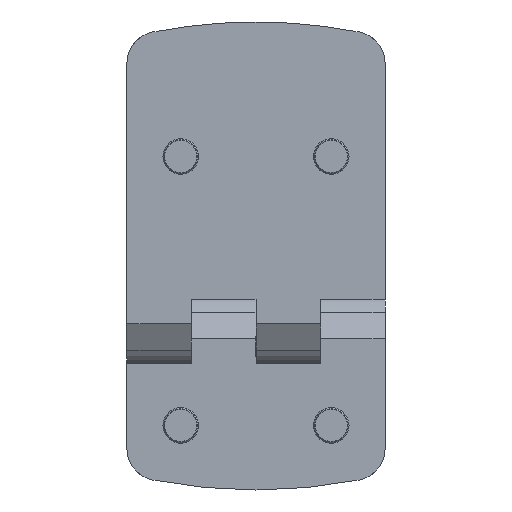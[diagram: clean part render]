
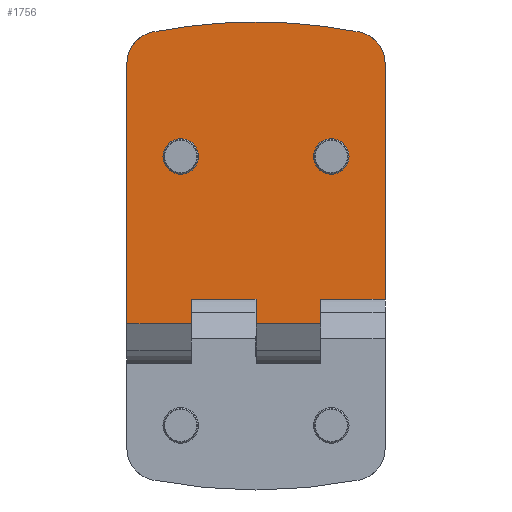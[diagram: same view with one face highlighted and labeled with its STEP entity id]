
A CAD part, left-side view. The second image highlights one B-rep face of the part: STEP entity #1756.
In plain terms, the highlighted planar face has unit normal (-1, 0, 0).
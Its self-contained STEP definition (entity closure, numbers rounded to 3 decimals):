
#6 = ORIENTED_EDGE ( 'NONE', *, *, #5340, .T. ) ;
#16 = VERTEX_POINT ( 'NONE', #3267 ) ;
#73 = AXIS2_PLACEMENT_3D ( 'NONE', #3559, #1483, #5312 ) ;
#89 = ORIENTED_EDGE ( 'NONE', *, *, #2524, .T. ) ;
#101 = VERTEX_POINT ( 'NONE', #2135 ) ;
#117 = DIRECTION ( 'NONE',  ( -1., 0., 0. ) ) ;
#140 = DIRECTION ( 'NONE',  ( 0., 0., 1. ) ) ;
#169 = AXIS2_PLACEMENT_3D ( 'NONE', #3180, #3657, #2824 ) ;
#205 = CIRCLE ( 'NONE', #4755, 100. ) ;
#244 = CARTESIAN_POINT ( 'NONE',  ( 0., 18., 49.761 ) ) ;
#326 = VECTOR ( 'NONE', #1712, 1000. ) ;
#414 = DIRECTION ( 'NONE',  ( 0., 0., 1. ) ) ;
#468 = DIRECTION ( 'NONE',  ( 1., 0., 0. ) ) ;
#482 = LINE ( 'NONE', #4437, #1506 ) ;
#550 = CARTESIAN_POINT ( 'NONE',  ( 0., -24., 49.761 ) ) ;
#553 = ORIENTED_EDGE ( 'NONE', *, *, #1198, .T. ) ;
#593 = CARTESIAN_POINT ( 'NONE',  ( 0., 14., 35.8 ) ) ;
#626 = DIRECTION ( 'NONE',  ( 0., -1., 0. ) ) ;
#701 = CIRCLE ( 'NONE', #3970, 100. ) ;
#817 = ORIENTED_EDGE ( 'NONE', *, *, #4617, .T. ) ;
#825 = CARTESIAN_POINT ( 'NONE',  ( 0., -14., 32.5 ) ) ;
#843 = CIRCLE ( 'NONE', #5332, 3.3 ) ;
#892 = ORIENTED_EDGE ( 'NONE', *, *, #3155, .T. ) ;
#952 = VECTOR ( 'NONE', #3524, 1000. ) ;
#970 = ORIENTED_EDGE ( 'NONE', *, *, #4576, .T. ) ;
#982 = CARTESIAN_POINT ( 'NONE',  ( 0., 12., 6. ) ) ;
#1018 = CARTESIAN_POINT ( 'NONE',  ( 0., -12., 1.7 ) ) ;
#1021 = EDGE_LOOP ( 'NONE', ( #1971, #4214 ) ) ;
#1058 = CARTESIAN_POINT ( 'NONE',  ( 0., 24., 1.415 ) ) ;
#1129 = AXIS2_PLACEMENT_3D ( 'NONE', #2589, #3393, #3341 ) ;
#1136 = DIRECTION ( 'NONE',  ( 0., 0., -1. ) ) ;
#1178 = ORIENTED_EDGE ( 'NONE', *, *, #4841, .T. ) ;
#1198 = EDGE_CURVE ( 'NONE', #4604, #4938, #4577, .T. ) ;
#1232 = VERTEX_POINT ( 'NONE', #2309 ) ;
#1247 = EDGE_CURVE ( 'NONE', #1457, #2641, #482, .T. ) ;
#1312 = EDGE_CURVE ( 'NONE', #4913, #3592, #1764, .T. ) ;
#1385 = VERTEX_POINT ( 'NONE', #1551 ) ;
#1396 = CIRCLE ( 'NONE', #169, 3.3 ) ;
#1457 = VERTEX_POINT ( 'NONE', #4592 ) ;
#1483 = DIRECTION ( 'NONE',  ( -1., 0., 0. ) ) ;
#1506 = VECTOR ( 'NONE', #140, 1000. ) ;
#1551 = CARTESIAN_POINT ( 'NONE',  ( 0., 14., 29.2 ) ) ;
#1600 = VECTOR ( 'NONE', #3797, 1000. ) ;
#1712 = DIRECTION ( 'NONE',  ( 0., -1., 0. ) ) ;
#1743 = CARTESIAN_POINT ( 'NONE',  ( 0., 24., 6. ) ) ;
#1756 = ADVANCED_FACE ( 'NONE', ( #3205, #5042, #3134 ), #4883, .T. ) ;
#1764 = CIRCLE ( 'NONE', #4931, 6. ) ;
#1971 = ORIENTED_EDGE ( 'NONE', *, *, #2529, .T. ) ;
#2024 = EDGE_CURVE ( 'NONE', #4535, #1385, #3314, .T. ) ;
#2094 = VERTEX_POINT ( 'NONE', #550 ) ;
#2135 = CARTESIAN_POINT ( 'NONE',  ( 0., -14., 35.8 ) ) ;
#2217 = CARTESIAN_POINT ( 'NONE',  ( 0., 24., 6. ) ) ;
#2309 = CARTESIAN_POINT ( 'NONE',  ( 0., 0., 6. ) ) ;
#2350 = EDGE_CURVE ( 'NONE', #101, #3721, #843, .T. ) ;
#2447 = VERTEX_POINT ( 'NONE', #3766 ) ;
#2478 = CIRCLE ( 'NONE', #2883, 3.3 ) ;
#2480 = CARTESIAN_POINT ( 'NONE',  ( 0., -14., 32.5 ) ) ;
#2482 = EDGE_LOOP ( 'NONE', ( #4732, #892, #2497, #5203, #553, #89, #2834, #5405, #970, #4068, #2794, #1178, #6 ) ) ;
#2486 = CARTESIAN_POINT ( 'NONE',  ( 0., 24., 49.761 ) ) ;
#2497 = ORIENTED_EDGE ( 'NONE', *, *, #3389, .T. ) ;
#2524 = EDGE_CURVE ( 'NONE', #4938, #3051, #3372, .T. ) ;
#2529 = EDGE_CURVE ( 'NONE', #3721, #101, #2478, .T. ) ;
#2552 = ORIENTED_EDGE ( 'NONE', *, *, #2024, .T. ) ;
#2558 = EDGE_CURVE ( 'NONE', #16, #4913, #205, .T. ) ;
#2566 = CARTESIAN_POINT ( 'NONE',  ( 0., 0., -42.5 ) ) ;
#2572 = LINE ( 'NONE', #5024, #3623 ) ;
#2585 = VECTOR ( 'NONE', #4341, 1000. ) ;
#2589 = CARTESIAN_POINT ( 'NONE',  ( 0., -18., 49.761 ) ) ;
#2641 = VERTEX_POINT ( 'NONE', #982 ) ;
#2706 = VERTEX_POINT ( 'NONE', #4305 ) ;
#2722 = LINE ( 'NONE', #1058, #4822 ) ;
#2729 = CARTESIAN_POINT ( 'NONE',  ( 0., 0., -42.5 ) ) ;
#2794 = ORIENTED_EDGE ( 'NONE', *, *, #1312, .T. ) ;
#2824 = DIRECTION ( 'NONE',  ( 0., 0., 1. ) ) ;
#2834 = ORIENTED_EDGE ( 'NONE', *, *, #5446, .T. ) ;
#2835 = CARTESIAN_POINT ( 'NONE',  ( 0., 24., 1.7 ) ) ;
#2883 = AXIS2_PLACEMENT_3D ( 'NONE', #825, #468, #3426 ) ;
#2943 = DIRECTION ( 'NONE',  ( 1., 0., 0. ) ) ;
#2979 = DIRECTION ( 'NONE',  ( -1., 0., 0. ) ) ;
#3051 = VERTEX_POINT ( 'NONE', #5327 ) ;
#3055 = DIRECTION ( 'NONE',  ( 1., 0., 0. ) ) ;
#3081 = CARTESIAN_POINT ( 'NONE',  ( 0., -12., 1.415 ) ) ;
#3086 = EDGE_LOOP ( 'NONE', ( #2552, #817 ) ) ;
#3134 = FACE_OUTER_BOUND ( 'NONE', #2482, .T. ) ;
#3140 = DIRECTION ( 'NONE',  ( 0., 0., 1. ) ) ;
#3155 = EDGE_CURVE ( 'NONE', #2641, #1232, #4751, .T. ) ;
#3174 = CARTESIAN_POINT ( 'NONE',  ( 0., 24., 1.415 ) ) ;
#3180 = CARTESIAN_POINT ( 'NONE',  ( 0., 14., 32.5 ) ) ;
#3205 = FACE_BOUND ( 'NONE', #1021, .T. ) ;
#3267 = CARTESIAN_POINT ( 'NONE',  ( 0., 0., 57.5 ) ) ;
#3290 = VECTOR ( 'NONE', #1136, 1000. ) ;
#3314 = CIRCLE ( 'NONE', #3726, 3.3 ) ;
#3341 = DIRECTION ( 'NONE',  ( 0., 0., 1. ) ) ;
#3372 = LINE ( 'NONE', #2217, #326 ) ;
#3389 = EDGE_CURVE ( 'NONE', #1232, #5448, #5285, .T. ) ;
#3393 = DIRECTION ( 'NONE',  ( -1., 0., 0. ) ) ;
#3426 = DIRECTION ( 'NONE',  ( 0., 0., -1. ) ) ;
#3524 = DIRECTION ( 'NONE',  ( 0., 0., 1. ) ) ;
#3559 = CARTESIAN_POINT ( 'NONE',  ( 0., 24., 1.7 ) ) ;
#3592 = VERTEX_POINT ( 'NONE', #2486 ) ;
#3623 = VECTOR ( 'NONE', #414, 1000. ) ;
#3640 = DIRECTION ( 'NONE',  ( 0., 0., 1. ) ) ;
#3657 = DIRECTION ( 'NONE',  ( 1., 0., 0. ) ) ;
#3721 = VERTEX_POINT ( 'NONE', #5479 ) ;
#3726 = AXIS2_PLACEMENT_3D ( 'NONE', #4338, #3055, #3908 ) ;
#3766 = CARTESIAN_POINT ( 'NONE',  ( 0., -19.149, 55.649 ) ) ;
#3776 = EDGE_CURVE ( 'NONE', #2094, #2447, #5280, .T. ) ;
#3797 = DIRECTION ( 'NONE',  ( 0., -1., 0. ) ) ;
#3821 = DIRECTION ( 'NONE',  ( 0., 0., 1. ) ) ;
#3908 = DIRECTION ( 'NONE',  ( 0., 0., 1. ) ) ;
#3934 = CARTESIAN_POINT ( 'NONE',  ( 0., 0., 1.7 ) ) ;
#3970 = AXIS2_PLACEMENT_3D ( 'NONE', #2729, #117, #3140 ) ;
#4018 = DIRECTION ( 'NONE',  ( 0., -1., 0. ) ) ;
#4068 = ORIENTED_EDGE ( 'NONE', *, *, #2558, .T. ) ;
#4073 = LINE ( 'NONE', #2835, #3290 ) ;
#4143 = DIRECTION ( 'NONE',  ( 0., 0., -1. ) ) ;
#4214 = ORIENTED_EDGE ( 'NONE', *, *, #2350, .T. ) ;
#4262 = CARTESIAN_POINT ( 'NONE',  ( 0., 19.149, 55.649 ) ) ;
#4280 = CARTESIAN_POINT ( 'NONE',  ( 0., -12., 6. ) ) ;
#4305 = CARTESIAN_POINT ( 'NONE',  ( 0., 24., 1.415 ) ) ;
#4338 = CARTESIAN_POINT ( 'NONE',  ( 0., 14., 32.5 ) ) ;
#4341 = DIRECTION ( 'NONE',  ( 0., 0., -1. ) ) ;
#4437 = CARTESIAN_POINT ( 'NONE',  ( 0., 12., 1.7 ) ) ;
#4455 = DIRECTION ( 'NONE',  ( -1., 0., 0. ) ) ;
#4535 = VERTEX_POINT ( 'NONE', #593 ) ;
#4576 = EDGE_CURVE ( 'NONE', #2447, #16, #701, .T. ) ;
#4577 = LINE ( 'NONE', #1018, #952 ) ;
#4592 = CARTESIAN_POINT ( 'NONE',  ( 0., 12., 1.415 ) ) ;
#4604 = VERTEX_POINT ( 'NONE', #3081 ) ;
#4617 = EDGE_CURVE ( 'NONE', #1385, #4535, #1396, .T. ) ;
#4660 = LINE ( 'NONE', #3174, #4870 ) ;
#4717 = EDGE_CURVE ( 'NONE', #5448, #4604, #2722, .T. ) ;
#4732 = ORIENTED_EDGE ( 'NONE', *, *, #1247, .T. ) ;
#4751 = LINE ( 'NONE', #1743, #1600 ) ;
#4755 = AXIS2_PLACEMENT_3D ( 'NONE', #2566, #2979, #3821 ) ;
#4822 = VECTOR ( 'NONE', #4018, 1000. ) ;
#4841 = EDGE_CURVE ( 'NONE', #3592, #2706, #4073, .T. ) ;
#4870 = VECTOR ( 'NONE', #626, 1000. ) ;
#4883 = PLANE ( 'NONE',  #73 ) ;
#4913 = VERTEX_POINT ( 'NONE', #4262 ) ;
#4931 = AXIS2_PLACEMENT_3D ( 'NONE', #244, #4455, #3640 ) ;
#4938 = VERTEX_POINT ( 'NONE', #4280 ) ;
#5024 = CARTESIAN_POINT ( 'NONE',  ( 0., -24., 1.7 ) ) ;
#5042 = FACE_BOUND ( 'NONE', #3086, .T. ) ;
#5203 = ORIENTED_EDGE ( 'NONE', *, *, #4717, .T. ) ;
#5280 = CIRCLE ( 'NONE', #1129, 6. ) ;
#5285 = LINE ( 'NONE', #3934, #2585 ) ;
#5312 = DIRECTION ( 'NONE',  ( 0., 0., 1. ) ) ;
#5327 = CARTESIAN_POINT ( 'NONE',  ( 0., -24., 6. ) ) ;
#5332 = AXIS2_PLACEMENT_3D ( 'NONE', #2480, #2943, #4143 ) ;
#5340 = EDGE_CURVE ( 'NONE', #2706, #1457, #4660, .T. ) ;
#5405 = ORIENTED_EDGE ( 'NONE', *, *, #3776, .T. ) ;
#5443 = CARTESIAN_POINT ( 'NONE',  ( 0., 0., 1.415 ) ) ;
#5446 = EDGE_CURVE ( 'NONE', #3051, #2094, #2572, .T. ) ;
#5448 = VERTEX_POINT ( 'NONE', #5443 ) ;
#5479 = CARTESIAN_POINT ( 'NONE',  ( 0., -14., 29.2 ) ) ;
